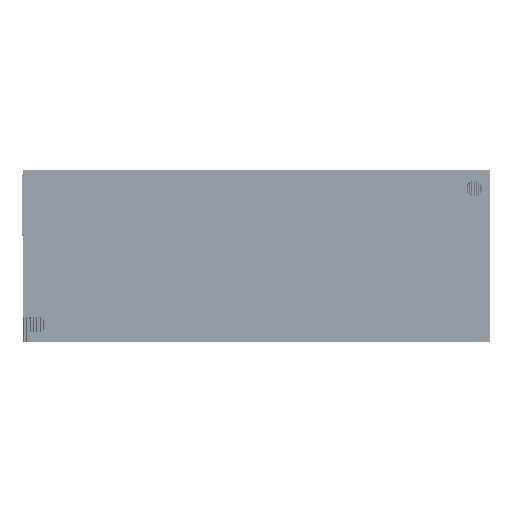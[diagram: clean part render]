
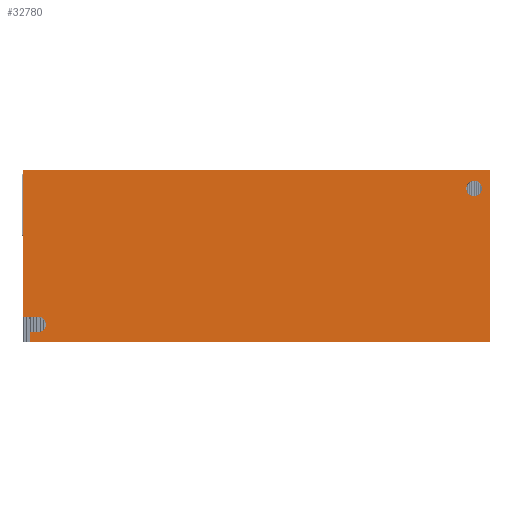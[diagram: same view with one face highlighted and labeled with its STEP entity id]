
A CAD part, top view. The second image highlights one B-rep face of the part: STEP entity #32780.
In plain terms, the highlighted planar face has unit normal (0, 0, 1).
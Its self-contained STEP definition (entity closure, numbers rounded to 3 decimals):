
#7078=DIRECTION('',(1.,0.,0.));
#7079=VECTOR('',#7078,150.);
#7080=CARTESIAN_POINT('',(-86.449,31.319,220.743));
#7081=LINE('',#7080,#7079);
#7082=DIRECTION('',(0.,-1.,0.));
#7083=VECTOR('',#7082,55.);
#7084=CARTESIAN_POINT('',(63.551,31.319,220.751));
#7085=LINE('',#7084,#7083);
#7086=CARTESIAN_POINT('',(-81.449,-20.677,
220.743));
#7087=CARTESIAN_POINT('',(-81.154,-20.677,
220.743));
#7088=CARTESIAN_POINT('',(-80.518,-20.57,
220.743));
#7089=CARTESIAN_POINT('',(-79.628,-19.998,
220.743));
#7090=CARTESIAN_POINT('',(-79.056,-19.1,
220.743));
#7091=CARTESIAN_POINT('',(-78.895,-18.174,
220.743));
#7092=CARTESIAN_POINT('',(-79.056,-17.248,
220.743));
#7093=CARTESIAN_POINT('',(-79.628,-16.349,
220.743));
#7094=CARTESIAN_POINT('',(-80.518,-15.778,
220.743));
#7095=CARTESIAN_POINT('',(-81.154,-15.67,
220.743));
#7096=CARTESIAN_POINT('',(-81.449,-15.67,
220.743));
#7098=DIRECTION('',(0.,1.,0.));
#7099=VECTOR('',#7098,46.989);
#7100=CARTESIAN_POINT('',(-86.449,-15.67,220.743));
#7101=LINE('',#7100,#7099);
#7102=CARTESIAN_POINT('',(58.551,22.991,220.75));
#7103=CARTESIAN_POINT('',(58.846,22.991,220.75));
#7104=CARTESIAN_POINT('',(59.482,23.098,220.75));
#7105=CARTESIAN_POINT('',(60.372,23.669,220.75));
#7106=CARTESIAN_POINT('',(60.944,24.568,220.75));
#7107=CARTESIAN_POINT('',(61.105,25.494,220.75));
#7108=CARTESIAN_POINT('',(60.944,26.42,220.75));
#7109=CARTESIAN_POINT('',(60.372,27.319,220.75));
#7110=CARTESIAN_POINT('',(59.482,27.89,220.75));
#7111=CARTESIAN_POINT('',(58.846,27.997,220.75));
#7112=CARTESIAN_POINT('',(58.551,27.997,220.75));
#7114=CARTESIAN_POINT('',(58.551,27.997,220.75));
#7115=CARTESIAN_POINT('',(58.257,27.997,220.75));
#7116=CARTESIAN_POINT('',(57.62,27.89,220.75));
#7117=CARTESIAN_POINT('',(56.731,27.319,220.75));
#7118=CARTESIAN_POINT('',(56.158,26.42,220.75));
#7119=CARTESIAN_POINT('',(55.998,25.494,220.75));
#7120=CARTESIAN_POINT('',(56.158,24.568,220.75));
#7121=CARTESIAN_POINT('',(56.731,23.669,220.75));
#7122=CARTESIAN_POINT('',(57.62,23.098,220.75));
#7123=CARTESIAN_POINT('',(58.257,22.991,220.75));
#7124=CARTESIAN_POINT('',(58.551,22.991,220.75));
#7126=DIRECTION('',(1.,0.,0.));
#7127=VECTOR('',#7126,147.5);
#7128=CARTESIAN_POINT('',(-83.949,-23.681,
220.743));
#7129=LINE('',#7128,#7127);
#10406=DIRECTION('',(1.,0.,0.));
#10407=VECTOR('',#10406,5.);
#10408=CARTESIAN_POINT('',(-86.449,-15.67,220.743));
#10409=LINE('',#10408,#10407);
#10422=DIRECTION('',(-1.,0.,
0.));
#10423=VECTOR('',#10422,2.5);
#10424=CARTESIAN_POINT('',(-81.449,-20.677,
220.743));
#10425=LINE('',#10424,#10423);
#10430=DIRECTION('',(0.,-1.,0.));
#10431=VECTOR('',#10430,3.004);
#10432=CARTESIAN_POINT('',(-83.949,-20.677,
220.743));
#10433=LINE('',#10432,#10431);
#16750=CARTESIAN_POINT('',(-86.449,-15.67,220.743));
#16751=CARTESIAN_POINT('',(-86.449,31.319,220.743));
#16752=VERTEX_POINT('',#16750);
#16753=VERTEX_POINT('',#16751);
#17036=CARTESIAN_POINT('',(63.551,31.319,220.751));
#17037=VERTEX_POINT('',#17036);
#17038=CARTESIAN_POINT('',(63.551,-23.681,
220.751));
#17039=VERTEX_POINT('',#17038);
#17598=CARTESIAN_POINT('',(-81.449,-15.67,
220.743));
#17599=VERTEX_POINT('',#17598);
#17600=VERTEX_POINT('',#7086);
#17601=CARTESIAN_POINT('',(-83.949,-20.677,
220.743));
#17602=VERTEX_POINT('',#17601);
#17603=CARTESIAN_POINT('',(-83.949,-23.681,
220.743));
#17604=VERTEX_POINT('',#17603);
#17605=VERTEX_POINT('',#7102);
#17606=VERTEX_POINT('',#7112);
#32754=CARTESIAN_POINT('',(-11.449,3.819,
220.747));
#32755=DIRECTION('',(0.,0.,1.));
#32756=DIRECTION('',(-1.,0.,0.));
#32757=AXIS2_PLACEMENT_3D('',#32754,#32755,#32756);
#32758=PLANE('',#32757);
#32759=ORIENTED_EDGE('',*,*,#32633,.T.);
#32760=ORIENTED_EDGE('',*,*,#23308,.T.);
#32762=ORIENTED_EDGE('',*,*,#32761,.F.);
#32764=ORIENTED_EDGE('',*,*,#32763,.F.);
#32766=ORIENTED_EDGE('',*,*,#32765,.F.);
#32768=ORIENTED_EDGE('',*,*,#32767,.T.);
#32770=ORIENTED_EDGE('',*,*,#32769,.F.);
#32771=ORIENTED_EDGE('',*,*,#25653,.T.);
#32772=EDGE_LOOP('',(#32759,#32760,#32762,#32764,#32766,#32768,#32770,#32771));
#32773=FACE_OUTER_BOUND('',#32772,.F.);
#32775=ORIENTED_EDGE('',*,*,#32774,.T.);
#32777=ORIENTED_EDGE('',*,*,#32776,.T.);
#32778=EDGE_LOOP('',(#32775,#32777));
#32779=FACE_BOUND('',#32778,.F.);
#32780=ADVANCED_FACE('',(#32773,#32779),#32758,.T.);
#7097=B_SPLINE_CURVE_WITH_KNOTS('',3,(#7086,#7087,#7088,#7089,#7090,#7091,#7092,
#7093,#7094,#7095,#7096),.UNSPECIFIED.,.F.,.F.,(4,1,1,1,1,1,1,1,4),(0.,
0.125,0.25,0.375,0.5,0.625,0.75,0.875,1.),.UNSPECIFIED.);
#7113=B_SPLINE_CURVE_WITH_KNOTS('',3,(#7102,#7103,#7104,#7105,#7106,#7107,#7108,
#7109,#7110,#7111,#7112),.UNSPECIFIED.,.F.,.F.,(4,1,1,1,1,1,1,1,4),(0.,
0.125,0.25,0.375,0.5,0.625,0.75,0.875,1.),.UNSPECIFIED.);
#7125=B_SPLINE_CURVE_WITH_KNOTS('',3,(#7114,#7115,#7116,#7117,#7118,#7119,#7120,
#7121,#7122,#7123,#7124),.UNSPECIFIED.,.F.,.F.,(4,1,1,1,1,1,1,1,4),(0.,
0.125,0.25,0.375,0.5,0.625,0.75,0.875,1.),.UNSPECIFIED.);
#23308=EDGE_CURVE('',#17037,#17039,#7085,.T.);
#25653=EDGE_CURVE('',#16752,#16753,#7101,.T.);
#32633=EDGE_CURVE('',#16753,#17037,#7081,.T.);
#32761=EDGE_CURVE('',#17604,#17039,#7129,.T.);
#32763=EDGE_CURVE('',#17602,#17604,#10433,.T.);
#32765=EDGE_CURVE('',#17600,#17602,#10425,.T.);
#32767=EDGE_CURVE('',#17600,#17599,#7097,.T.);
#32769=EDGE_CURVE('',#16752,#17599,#10409,.T.);
#32774=EDGE_CURVE('',#17605,#17606,#7113,.T.);
#32776=EDGE_CURVE('',#17606,#17605,#7125,.T.);
